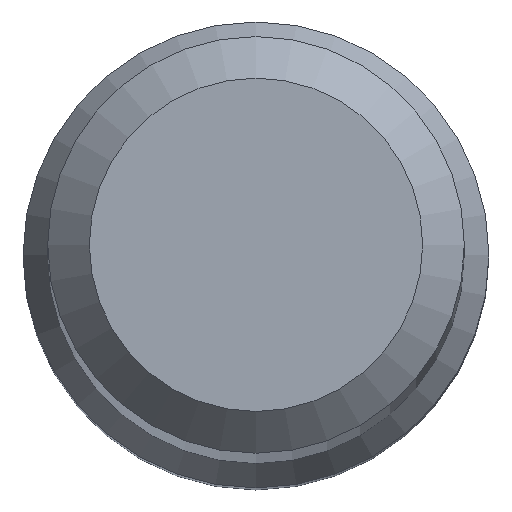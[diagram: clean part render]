
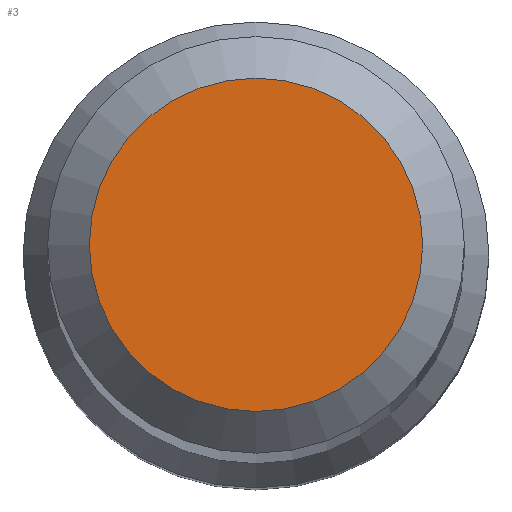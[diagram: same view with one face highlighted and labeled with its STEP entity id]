
A CAD part, top view. The second image highlights one B-rep face of the part: STEP entity #3.
In plain terms, the highlighted planar face has unit normal (0, 0, 1).
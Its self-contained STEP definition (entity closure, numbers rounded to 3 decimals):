
#3 = ADVANCED_FACE ( 'NONE', ( #25 ), #229, .T. ) ;
#25 = FACE_OUTER_BOUND ( 'NONE', #62, .T. ) ;
#32 = DIRECTION ( 'NONE',  ( 0., 0., -1. ) ) ;
#34 = DIRECTION ( 'NONE',  ( 0., 1., 0. ) ) ;
#45 = DIRECTION ( 'NONE',  ( 0., 0., 1. ) ) ;
#50 = AXIS2_PLACEMENT_3D ( 'NONE', #191, #32, #34 ) ;
#62 = EDGE_LOOP ( 'NONE', ( #206 ) ) ;
#81 = AXIS2_PLACEMENT_3D ( 'NONE', #189, #45, #231 ) ;
#94 = CIRCLE ( 'NONE', #50, 2.4 ) ;
#113 = CARTESIAN_POINT ( 'NONE',  ( 0., 2.4, 101. ) ) ;
#129 = VERTEX_POINT ( 'NONE', #113 ) ;
#171 = EDGE_CURVE ( 'NONE', #129, #129, #94, .T. ) ;
#189 = CARTESIAN_POINT ( 'NONE',  ( 0., 0., 101. ) ) ;
#191 = CARTESIAN_POINT ( 'NONE',  ( 0., 0., 101. ) ) ;
#206 = ORIENTED_EDGE ( 'NONE', *, *, #171, .F. ) ;
#229 = PLANE ( 'NONE',  #81 ) ;
#231 = DIRECTION ( 'NONE',  ( 0., -1., 0. ) ) ;
